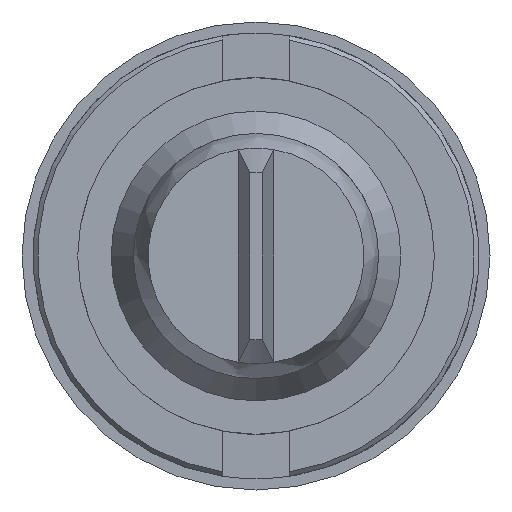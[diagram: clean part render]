
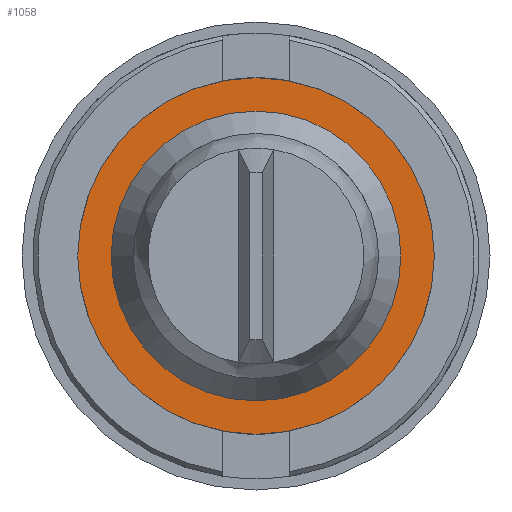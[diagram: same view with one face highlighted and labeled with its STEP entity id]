
A CAD part, front view. The second image highlights one B-rep face of the part: STEP entity #1058.
In plain terms, the highlighted planar face has unit normal (0, -1, 0).
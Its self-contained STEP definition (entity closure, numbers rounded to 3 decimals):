
#1024=CARTESIAN_POINT('',(0.0,12.,3.25));
#1025=VERTEX_POINT('',#1024);
#1026=CARTESIAN_POINT('',(0.0,12.,0.0));
#1027=DIRECTION('',(0.0,1.0,0.0));
#1028=DIRECTION('',(0.0,0.0,1.0));
#1029=AXIS2_PLACEMENT_3D('',#1026,#1027,#1028);
#1030=CIRCLE('',#1029,3.25);
#1031=EDGE_CURVE('',#1025,#1025,#1030,.T.);
#1039=CARTESIAN_POINT('',(0.0,12.,3.625));
#1040=DIRECTION('',(0.0,-1.0,0.0));
#1041=DIRECTION('',(0.0,0.0,-1.0));
#1042=AXIS2_PLACEMENT_3D('',#1039,#1040,#1041);
#1043=PLANE('',#1042);
#1044=CARTESIAN_POINT('',(0.0,12.,4.0));
#1045=VERTEX_POINT('',#1044);
#1046=CARTESIAN_POINT('',(0.0,12.,0.0));
#1047=DIRECTION('',(0.0,1.0,0.0));
#1048=DIRECTION('',(0.0,0.0,1.0));
#1049=AXIS2_PLACEMENT_3D('',#1046,#1047,#1048);
#1050=CIRCLE('',#1049,4.0);
#1051=EDGE_CURVE('',#1045,#1045,#1050,.T.);
#1052=ORIENTED_EDGE('',*,*,#1051,.F.);
#1053=EDGE_LOOP('',(#1052));
#1054=FACE_OUTER_BOUND('',#1053,.T.);
#1055=ORIENTED_EDGE('',*,*,#1031,.T.);
#1056=EDGE_LOOP('',(#1055));
#1057=FACE_BOUND('',#1056,.T.);
#1058=ADVANCED_FACE('',(#1054,#1057),#1043,.T.);
